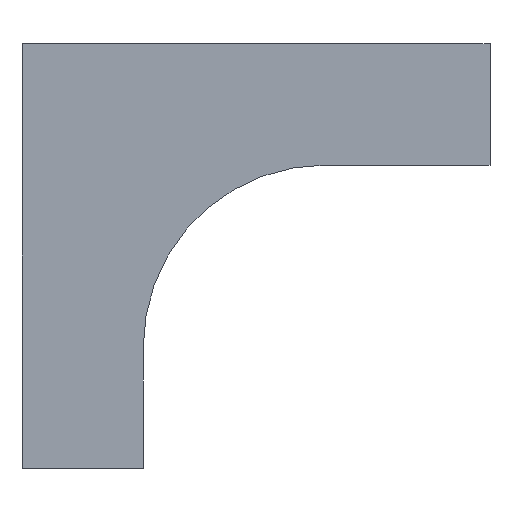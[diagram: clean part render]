
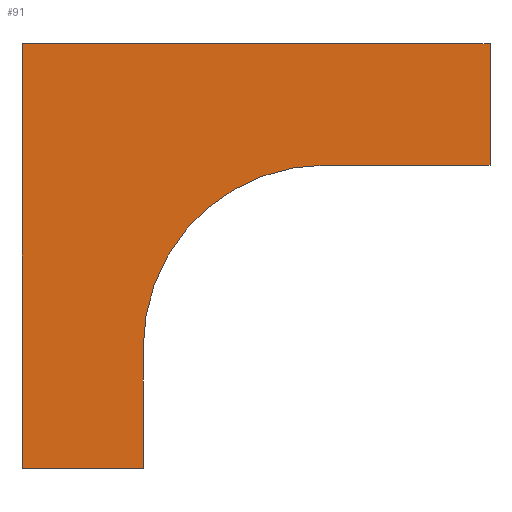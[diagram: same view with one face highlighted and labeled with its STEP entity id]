
A CAD part, front view. The second image highlights one B-rep face of the part: STEP entity #91.
In plain terms, the highlighted planar face has unit normal (0, -1, 0).
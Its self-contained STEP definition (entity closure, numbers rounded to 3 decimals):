
#91 = ADVANCED_FACE( '', ( #134 ), #135, .F. );
#134 = FACE_OUTER_BOUND( '', #186, .T. );
#135 = PLANE( '', #187 );
#186 = EDGE_LOOP( '', ( #340, #341, #342, #343, #344, #345, #346 ) );
#187 = AXIS2_PLACEMENT_3D( '', #347, #348, #349 );
#340 = ORIENTED_EDGE( '', *, *, #471, .T. );
#341 = ORIENTED_EDGE( '', *, *, #466, .T. );
#342 = ORIENTED_EDGE( '', *, *, #464, .T. );
#343 = ORIENTED_EDGE( '', *, *, #462, .T. );
#344 = ORIENTED_EDGE( '', *, *, #461, .F. );
#345 = ORIENTED_EDGE( '', *, *, #472, .F. );
#346 = ORIENTED_EDGE( '', *, *, #469, .T. );
#347 = CARTESIAN_POINT( '', ( -304.3, 46.875, 441. ) );
#348 = DIRECTION( '', ( 0., 1., 0. ) );
#349 = DIRECTION( '', ( -1., 0., 0. ) );
#461 = EDGE_CURVE( '', #562, #560, #564, .T. );
#462 = EDGE_CURVE( '', #565, #560, #566, .T. );
#464 = EDGE_CURVE( '', #568, #565, #569, .T. );
#466 = EDGE_CURVE( '', #571, #568, #572, .T. );
#469 = EDGE_CURVE( '', #576, #574, #577, .T. );
#471 = EDGE_CURVE( '', #574, #571, #579, .T. );
#472 = EDGE_CURVE( '', #576, #562, #580, .T. );
#560 = VERTEX_POINT( '', #710 );
#562 = VERTEX_POINT( '', #713 );
#564 = LINE( '', #716, #717 );
#565 = VERTEX_POINT( '', #718 );
#566 = LINE( '', #719, #720 );
#568 = VERTEX_POINT( '', #723 );
#569 = CIRCLE( '', #724, 15. );
#571 = VERTEX_POINT( '', #727 );
#572 = LINE( '', #728, #729 );
#574 = VERTEX_POINT( '', #732 );
#576 = VERTEX_POINT( '', #735 );
#577 = LINE( '', #736, #737 );
#579 = LINE( '', #740, #741 );
#580 = LINE( '', #742, #743 );
#710 = CARTESIAN_POINT( '', ( -304.3, 46.875, 431. ) );
#713 = CARTESIAN_POINT( '', ( -304.3, 46.875, 441. ) );
#716 = CARTESIAN_POINT( '', ( -304.3, 46.875, 441. ) );
#717 = VECTOR( '', #831, 1000. );
#718 = CARTESIAN_POINT( '', ( -317.9, 46.875, 431. ) );
#719 = CARTESIAN_POINT( '', ( -317.9, 46.875, 431. ) );
#720 = VECTOR( '', #832, 1000. );
#723 = CARTESIAN_POINT( '', ( -332.9, 46.875, 416. ) );
#724 = AXIS2_PLACEMENT_3D( '', #834, #835, #836 );
#727 = CARTESIAN_POINT( '', ( -332.9, 46.875, 406. ) );
#728 = CARTESIAN_POINT( '', ( -332.9, 46.875, 406. ) );
#729 = VECTOR( '', #838, 1000. );
#732 = CARTESIAN_POINT( '', ( -342.9, 46.875, 406. ) );
#735 = CARTESIAN_POINT( '', ( -342.9, 46.875, 441. ) );
#736 = CARTESIAN_POINT( '', ( -342.9, 46.875, 441. ) );
#737 = VECTOR( '', #841, 1000. );
#740 = CARTESIAN_POINT( '', ( -342.9, 46.875, 406. ) );
#741 = VECTOR( '', #843, 1000. );
#742 = CARTESIAN_POINT( '', ( -304.3, 46.875, 441. ) );
#743 = VECTOR( '', #844, 1000. );
#831 = DIRECTION( '', ( 0., 0., -1. ) );
#832 = DIRECTION( '', ( 1., 0., 0. ) );
#834 = CARTESIAN_POINT( '', ( -317.9, 46.875, 416. ) );
#835 = DIRECTION( '', ( 0., 1., 0. ) );
#836 = DIRECTION( '', ( 1., 0., 0. ) );
#838 = DIRECTION( '', ( 0., 0., 1. ) );
#841 = DIRECTION( '', ( 0., 0., -1. ) );
#843 = DIRECTION( '', ( 1., 0., 0. ) );
#844 = DIRECTION( '', ( 1., 0., 0. ) );
